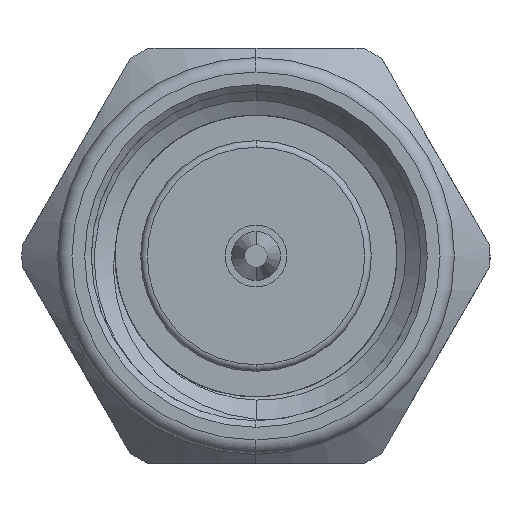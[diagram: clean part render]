
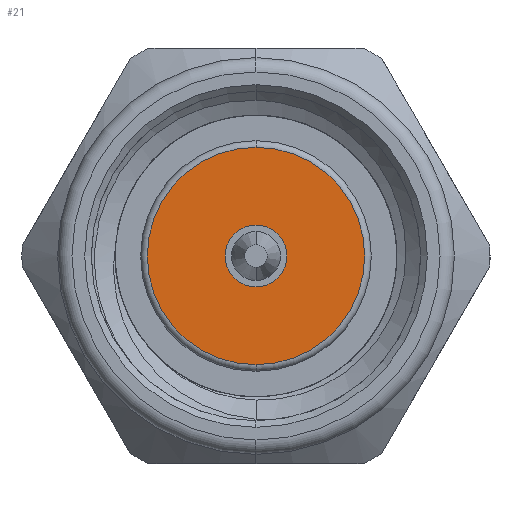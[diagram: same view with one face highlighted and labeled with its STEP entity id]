
A CAD part, left-side view. The second image highlights one B-rep face of the part: STEP entity #21.
In plain terms, the highlighted planar face has unit normal (-1, 0, 0).
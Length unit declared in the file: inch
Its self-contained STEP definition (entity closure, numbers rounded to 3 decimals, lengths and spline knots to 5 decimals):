
#21 = ADVANCED_FACE ( 'NONE', ( #12435, #10283 ), #12290, .T. ) ;
#107 = CARTESIAN_POINT ( 'NONE',  ( -0.38213, 0., 0. ) ) ;
#477 = CARTESIAN_POINT ( 'NONE',  ( -0.38213, 0., 0. ) ) ;
#538 = CIRCLE ( 'NONE', #5696, 0.0235 ) ;
#836 = CARTESIAN_POINT ( 'NONE',  ( -0.38213, 0., -0.0825 ) ) ;
#879 = VERTEX_POINT ( 'NONE', #836 ) ;
#1015 = EDGE_CURVE ( 'NONE', #3515, #879, #6558, .T. ) ;
#2316 = DIRECTION ( 'NONE',  ( -1., 0., 0. ) ) ;
#3515 = VERTEX_POINT ( 'NONE', #12299 ) ;
#3623 = DIRECTION ( 'NONE',  ( -1., 0., 0. ) ) ;
#4207 = AXIS2_PLACEMENT_3D ( 'NONE', #107, #4211, #4406 ) ;
#4211 = DIRECTION ( 'NONE',  ( -1., 0., 0. ) ) ;
#4406 = DIRECTION ( 'NONE',  ( 0., 0., 1. ) ) ;
#5032 = DIRECTION ( 'NONE',  ( -1., 0., 0. ) ) ;
#5233 = DIRECTION ( 'NONE',  ( 0., 0., 1. ) ) ;
#5269 = AXIS2_PLACEMENT_3D ( 'NONE', #10875, #3623, #11940 ) ;
#5343 = ORIENTED_EDGE ( 'NONE', *, *, #10136, .T. ) ;
#5664 = CARTESIAN_POINT ( 'NONE',  ( -0.38213, 0., 0.0235 ) ) ;
#5696 = AXIS2_PLACEMENT_3D ( 'NONE', #477, #2316, #12773 ) ;
#6068 = ORIENTED_EDGE ( 'NONE', *, *, #1015, .T. ) ;
#6247 = CARTESIAN_POINT ( 'NONE',  ( -0.38213, 0., 0. ) ) ;
#6558 = CIRCLE ( 'NONE', #5269, 0.0825 ) ;
#7807 = ORIENTED_EDGE ( 'NONE', *, *, #10803, .F. ) ;
#8494 = CIRCLE ( 'NONE', #11704, 0.0235 ) ;
#9201 = DIRECTION ( 'NONE',  ( -1., 0., 0. ) ) ;
#9217 = VERTEX_POINT ( 'NONE', #11633 ) ;
#9266 = CARTESIAN_POINT ( 'NONE',  ( -0.38213, 0.0825, 0. ) ) ;
#9421 = EDGE_CURVE ( 'NONE', #12658, #9217, #538, .T. ) ;
#10136 = EDGE_CURVE ( 'NONE', #879, #3515, #11909, .T. ) ;
#10283 = FACE_BOUND ( 'NONE', #12169, .T. ) ;
#10698 = ORIENTED_EDGE ( 'NONE', *, *, #9421, .F. ) ;
#10803 = EDGE_CURVE ( 'NONE', #9217, #12658, #8494, .T. ) ;
#10875 = CARTESIAN_POINT ( 'NONE',  ( -0.38213, 0., 0. ) ) ;
#11633 = CARTESIAN_POINT ( 'NONE',  ( -0.38213, 0., -0.0235 ) ) ;
#11678 = AXIS2_PLACEMENT_3D ( 'NONE', #9266, #9201, #13304 ) ;
#11704 = AXIS2_PLACEMENT_3D ( 'NONE', #6247, #5032, #5233 ) ;
#11909 = CIRCLE ( 'NONE', #4207, 0.0825 ) ;
#11940 = DIRECTION ( 'NONE',  ( 0., 0., 1. ) ) ;
#12169 = EDGE_LOOP ( 'NONE', ( #10698, #7807 ) ) ;
#12290 = PLANE ( 'NONE',  #11678 ) ;
#12299 = CARTESIAN_POINT ( 'NONE',  ( -0.38213, 0., 0.0825 ) ) ;
#12435 = FACE_OUTER_BOUND ( 'NONE', #12648, .T. ) ;
#12648 = EDGE_LOOP ( 'NONE', ( #6068, #5343 ) ) ;
#12658 = VERTEX_POINT ( 'NONE', #5664 ) ;
#12773 = DIRECTION ( 'NONE',  ( 0., 0., 1. ) ) ;
#13304 = DIRECTION ( 'NONE',  ( 0., 0., 1. ) ) ;
